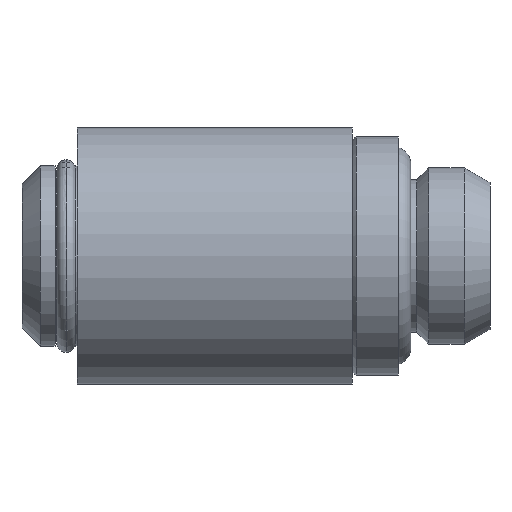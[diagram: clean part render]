
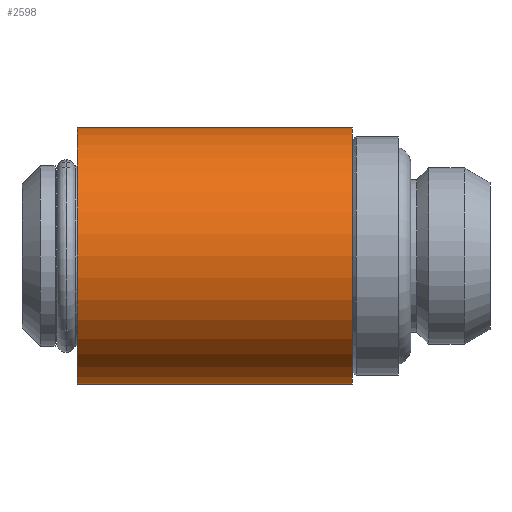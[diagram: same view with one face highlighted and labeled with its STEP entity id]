
A CAD part, left-side view. The second image highlights one B-rep face of the part: STEP entity #2598.
In plain terms, the highlighted cylindrical face has radius 7 mm (diameter 14 mm), a partial arc.
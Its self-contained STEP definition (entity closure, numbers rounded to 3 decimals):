
#368 = FACE_OUTER_BOUND ( 'NONE', #424, .T. ) ;
#369 = CYLINDRICAL_SURFACE ( 'NONE', #3166, 7. ) ;
#424 = EDGE_LOOP ( 'NONE', ( #1572, #1573, #1574, #1860 ) ) ;
#565 = CARTESIAN_POINT ( 'NONE',  ( 0., 30.086, 0. ) ) ;
#566 = DIRECTION ( 'NONE',  ( 0., 1., 0. ) ) ;
#567 = DIRECTION ( 'NONE',  ( 0., 0., 1. ) ) ;
#1080 = LINE ( 'NONE', #1481, #3270 ) ;
#1081 = LINE ( 'NONE', #1489, #3314 ) ;
#1162 = CARTESIAN_POINT ( 'NONE',  ( 0., 7.5, -7. ) ) ;
#1165 = CARTESIAN_POINT ( 'NONE',  ( 0., 7.5, 7. ) ) ;
#1209 = CARTESIAN_POINT ( 'NONE',  ( 0., 22.5, -7. ) ) ;
#1210 = CARTESIAN_POINT ( 'NONE',  ( 0., 22.5, 7. ) ) ;
#1481 = CARTESIAN_POINT ( 'NONE',  ( 0., 30.086, -7. ) ) ;
#1482 = DIRECTION ( 'NONE',  ( 0., 1., 0. ) ) ;
#1489 = CARTESIAN_POINT ( 'NONE',  ( 0., 30.086, 7. ) ) ;
#1490 = DIRECTION ( 'NONE',  ( 0., 1., 0. ) ) ;
#1572 = ORIENTED_EDGE ( 'NONE', *, *, #2782, .F. ) ;
#1573 = ORIENTED_EDGE ( 'NONE', *, *, #2848, .F. ) ;
#1574 = ORIENTED_EDGE ( 'NONE', *, *, #2785, .T. ) ;
#1860 = ORIENTED_EDGE ( 'NONE', *, *, #2856, .F. ) ;
#1956 = VERTEX_POINT ( 'NONE', #1162 ) ;
#1959 = VERTEX_POINT ( 'NONE', #1165 ) ;
#2003 = VERTEX_POINT ( 'NONE', #1209 ) ;
#2004 = VERTEX_POINT ( 'NONE', #1210 ) ;
#2267 = CARTESIAN_POINT ( 'NONE',  ( 0., 7.5, 0. ) ) ;
#2268 = DIRECTION ( 'NONE',  ( 0., -1., 0. ) ) ;
#2269 = DIRECTION ( 'NONE',  ( 0., 0., -1. ) ) ;
#2291 = CARTESIAN_POINT ( 'NONE',  ( 0., 22.5, 0. ) ) ;
#2292 = DIRECTION ( 'NONE',  ( 0., 1., 0. ) ) ;
#2293 = DIRECTION ( 'NONE',  ( 0., 0., 1. ) ) ;
#2598 = ADVANCED_FACE ( 'NONE', ( #368 ), #369, .T. ) ;
#2782 = EDGE_CURVE ( 'NONE', #1956, #2003, #1080, .T. ) ;
#2785 = EDGE_CURVE ( 'NONE', #1959, #2004, #1081, .T. ) ;
#2848 = EDGE_CURVE ( 'NONE', #1959, #1956, #3480, .T. ) ;
#2856 = EDGE_CURVE ( 'NONE', #2003, #2004, #3498, .T. ) ;
#3166 = AXIS2_PLACEMENT_3D ( 'NONE', #565, #566, #567 ) ;
#3270 = VECTOR ( 'NONE', #1482, 1000. ) ;
#3314 = VECTOR ( 'NONE', #1490, 1000. ) ;
#3480 = CIRCLE ( 'NONE', #3489, 7. ) ;
#3489 = AXIS2_PLACEMENT_3D ( 'NONE', #2267, #2268, #2269 ) ;
#3498 = CIRCLE ( 'NONE', #3504, 7. ) ;
#3504 = AXIS2_PLACEMENT_3D ( 'NONE', #2291, #2292, #2293 ) ;
